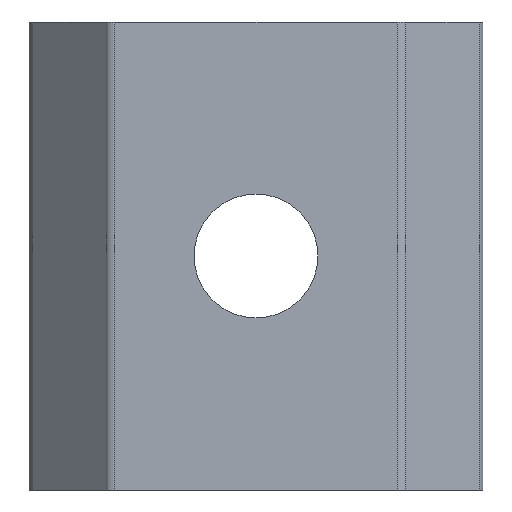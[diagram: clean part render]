
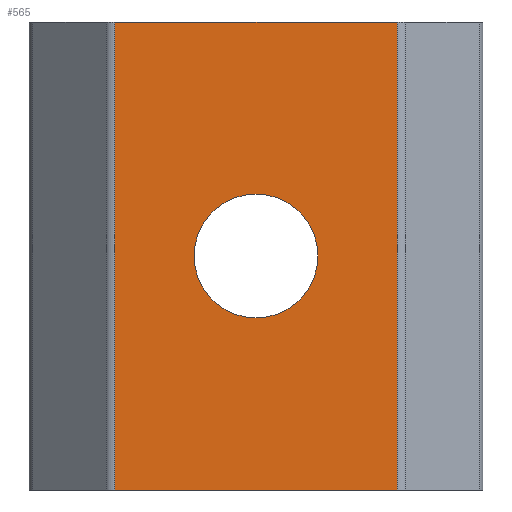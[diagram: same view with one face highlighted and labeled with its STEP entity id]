
A CAD part, front view. The second image highlights one B-rep face of the part: STEP entity #565.
In plain terms, the highlighted planar face has unit normal (0, -1, 0).
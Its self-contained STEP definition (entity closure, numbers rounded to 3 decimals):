
#15=FACE_BOUND('',#89,.T.);
#24=PLANE('',#629);
#59=FACE_OUTER_BOUND('',#88,.T.);
#88=EDGE_LOOP('',(#470,#471,#472,#473));
#89=EDGE_LOOP('',(#474,#475));
#107=CIRCLE('',#599,2.117);
#108=CIRCLE('',#600,2.117);
#152=LINE('',#905,#206);
#165=LINE('',#946,#219);
#166=LINE('',#949,#220);
#167=LINE('',#950,#221);
#206=VECTOR('',#715,10.);
#219=VECTOR('',#758,10.);
#220=VECTOR('',#761,10.);
#221=VECTOR('',#762,10.);
#249=VERTEX_POINT('',#842);
#250=VERTEX_POINT('',#844);
#273=VERTEX_POINT('',#902);
#274=VERTEX_POINT('',#904);
#287=VERTEX_POINT('',#944);
#288=VERTEX_POINT('',#948);
#307=EDGE_CURVE('',#250,#249,#107,.T.);
#308=EDGE_CURVE('',#249,#250,#108,.T.);
#337=EDGE_CURVE('',#274,#273,#152,.T.);
#358=EDGE_CURVE('',#274,#287,#165,.T.);
#359=EDGE_CURVE('',#288,#273,#166,.T.);
#360=EDGE_CURVE('',#287,#288,#167,.T.);
#470=ORIENTED_EDGE('',*,*,#358,.F.);
#471=ORIENTED_EDGE('',*,*,#337,.T.);
#472=ORIENTED_EDGE('',*,*,#359,.F.);
#473=ORIENTED_EDGE('',*,*,#360,.F.);
#474=ORIENTED_EDGE('',*,*,#307,.T.);
#475=ORIENTED_EDGE('',*,*,#308,.T.);
#565=ADVANCED_FACE('',(#59,#15),#24,.T.);
#599=AXIS2_PLACEMENT_3D('',#845,#664,#665);
#600=AXIS2_PLACEMENT_3D('',#846,#666,#667);
#629=AXIS2_PLACEMENT_3D('',#947,#759,#760);
#664=DIRECTION('center_axis',(0.,1.,0.));
#665=DIRECTION('ref_axis',(-1.,0.,0.));
#666=DIRECTION('center_axis',(0.,1.,0.));
#667=DIRECTION('ref_axis',(-1.,0.,0.));
#715=DIRECTION('',(1.,0.,0.));
#758=DIRECTION('',(0.,0.,1.));
#759=DIRECTION('center_axis',(0.,-1.,0.));
#760=DIRECTION('ref_axis',(1.,0.,0.));
#761=DIRECTION('',(0.,0.,-1.));
#762=DIRECTION('',(1.,0.,0.));
#842=CARTESIAN_POINT('',(7.036,-0.857,5.883));
#844=CARTESIAN_POINT('',(9.153,-0.857,8.));
#845=CARTESIAN_POINT('Origin',(7.036,-0.857,8.));
#846=CARTESIAN_POINT('Origin',(7.036,-0.857,8.));
#902=CARTESIAN_POINT('',(11.871,-0.857,0.));
#904=CARTESIAN_POINT('',(2.202,-0.857,0.));
#905=CARTESIAN_POINT('',(2.036,-0.857,0.));
#944=CARTESIAN_POINT('',(2.202,-0.857,16.));
#946=CARTESIAN_POINT('',(2.202,-0.857,0.));
#947=CARTESIAN_POINT('Origin',(2.036,-0.857,0.));
#948=CARTESIAN_POINT('',(11.871,-0.857,16.));
#949=CARTESIAN_POINT('',(11.871,-0.857,0.));
#950=CARTESIAN_POINT('',(2.036,-0.857,16.));
